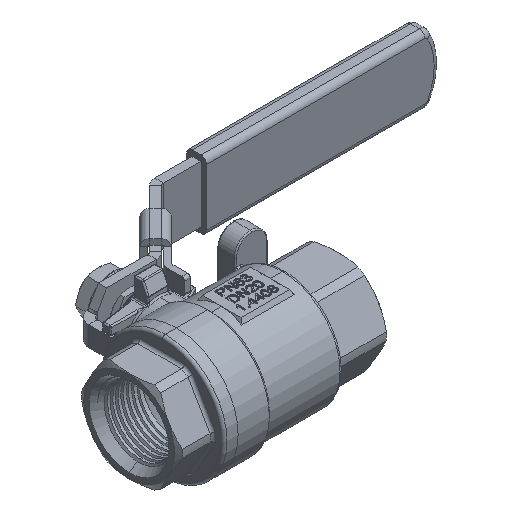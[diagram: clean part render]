
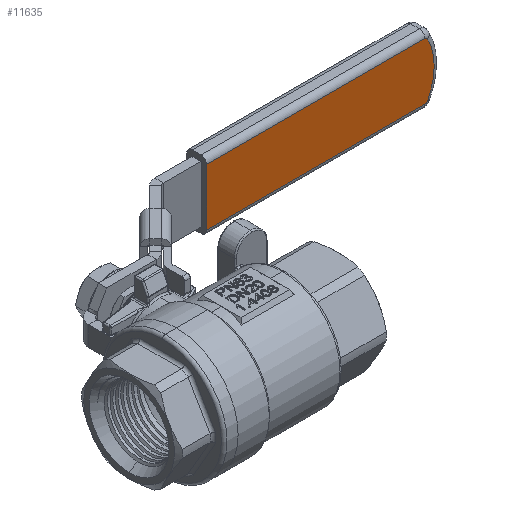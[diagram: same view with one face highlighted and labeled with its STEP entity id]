
A CAD part, isometric view. The second image highlights one B-rep face of the part: STEP entity #11635.
In plain terms, the highlighted planar face has unit normal (0, -1, 0).
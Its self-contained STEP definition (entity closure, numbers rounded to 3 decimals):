
#11486 = VERTEX_POINT ( 'NONE', #26096 ) ;
#11488 = EDGE_CURVE ( 'NONE', #11486, #11489, #26095, .T. ) ;
#11489 = VERTEX_POINT ( 'NONE', #26091 ) ;
#11556 = ORIENTED_EDGE ( 'NONE', *, *, #11557, .T. ) ;
#11557 = EDGE_CURVE ( 'NONE', #11486, #11558, #26222, .T. ) ;
#11558 = VERTEX_POINT ( 'NONE', #26218 ) ;
#11559 = ORIENTED_EDGE ( 'NONE', *, *, #11560, .T. ) ;
#11560 = EDGE_CURVE ( 'NONE', #11558, #11616, #26217, .T. ) ;
#11616 = VERTEX_POINT ( 'NONE', #26307 ) ;
#11617 = ORIENTED_EDGE ( 'NONE', *, *, #11618, .T. ) ;
#11618 = EDGE_CURVE ( 'NONE', #11616, #11619, #26306, .T. ) ;
#11619 = VERTEX_POINT ( 'NONE', #26301 ) ;
#11620 = ORIENTED_EDGE ( 'NONE', *, *, #11621, .T. ) ;
#11621 = EDGE_CURVE ( 'NONE', #11619, #11622, #26300, .T. ) ;
#11622 = VERTEX_POINT ( 'NONE', #26295 ) ;
#11623 = ORIENTED_EDGE ( 'NONE', *, *, #11624, .T. ) ;
#11624 = EDGE_CURVE ( 'NONE', #11622, #11489, #26294, .T. ) ;
#11635 = ADVANCED_FACE ( 'NONE', ( #26332 ), #26331, .F. ) ;
#11636 = EDGE_LOOP ( 'NONE', ( #11637, #11556, #11559, #11617, #11620, #11623 ) ) ;
#11637 = ORIENTED_EDGE ( 'NONE', *, *, #11488, .F. ) ;
#26091 = CARTESIAN_POINT ( 'NONE',  ( 0., 0., 10. ) ) ;
#26092 = DIRECTION ( 'NONE',  ( 0., 0., 1. ) ) ;
#26093 = VECTOR ( 'NONE', #26092, 1000. ) ;
#26094 = CARTESIAN_POINT ( 'NONE',  ( 0., 0., -12. ) ) ;
#26095 = LINE ( 'NONE', #26094, #26093 ) ;
#26096 = CARTESIAN_POINT ( 'NONE',  ( 0., 0., -10. ) ) ;
#26213 = DIRECTION ( 'NONE',  ( 0., 0., 1. ) ) ;
#26214 = DIRECTION ( 'NONE',  ( 0., -1., 0. ) ) ;
#26215 = CARTESIAN_POINT ( 'NONE',  ( 76.733, 0., -9. ) ) ;
#26216 = AXIS2_PLACEMENT_3D ( 'NONE', #26215, #26214, #26213 ) ;
#26217 = CIRCLE ( 'NONE', #26216, 1. ) ;
#26218 = CARTESIAN_POINT ( 'NONE',  ( 76.733, 0., -10. ) ) ;
#26219 = DIRECTION ( 'NONE',  ( 1., 0., 0. ) ) ;
#26220 = VECTOR ( 'NONE', #26219, 1000. ) ;
#26221 = CARTESIAN_POINT ( 'NONE',  ( 76.733, 0., -10. ) ) ;
#26222 = LINE ( 'NONE', #26221, #26220 ) ;
#26293 = CARTESIAN_POINT ( 'NONE',  ( 76.733, 0., 10. ) ) ;
#26294 = LINE ( 'NONE', #26293, #26357 ) ;
#26295 = CARTESIAN_POINT ( 'NONE',  ( 76.733, 0., 10. ) ) ;
#26296 = DIRECTION ( 'NONE',  ( 0., 0., 1. ) ) ;
#26297 = DIRECTION ( 'NONE',  ( 0., -1., 0. ) ) ;
#26298 = CARTESIAN_POINT ( 'NONE',  ( 76.733, 0., 9. ) ) ;
#26299 = AXIS2_PLACEMENT_3D ( 'NONE', #26298, #26297, #26296 ) ;
#26300 = CIRCLE ( 'NONE', #26299, 1. ) ;
#26301 = CARTESIAN_POINT ( 'NONE',  ( 77.614, 0., 9.474 ) ) ;
#26302 = DIRECTION ( 'NONE',  ( 0., 0., 1. ) ) ;
#26303 = DIRECTION ( 'NONE',  ( 0., -1., 0. ) ) ;
#26304 = CARTESIAN_POINT ( 'NONE',  ( 60., 0., 0. ) ) ;
#26305 = AXIS2_PLACEMENT_3D ( 'NONE', #26304, #26303, #26302 ) ;
#26306 = CIRCLE ( 'NONE', #26305, 20. ) ;
#26307 = CARTESIAN_POINT ( 'NONE',  ( 77.614, 0., -9.474 ) ) ;
#26327 = DIRECTION ( 'NONE',  ( 0., 0., 1. ) ) ;
#26328 = DIRECTION ( 'NONE',  ( 0., 1., 0. ) ) ;
#26329 = CARTESIAN_POINT ( 'NONE',  ( 76.733, 0., 9. ) ) ;
#26330 = AXIS2_PLACEMENT_3D ( 'NONE', #26329, #26328, #26327 ) ;
#26331 = PLANE ( 'NONE',  #26330 ) ;
#26332 = FACE_OUTER_BOUND ( 'NONE', #11636, .T. ) ;
#26356 = DIRECTION ( 'NONE',  ( -1., 0., 0. ) ) ;
#26357 = VECTOR ( 'NONE', #26356, 1000. ) ;
